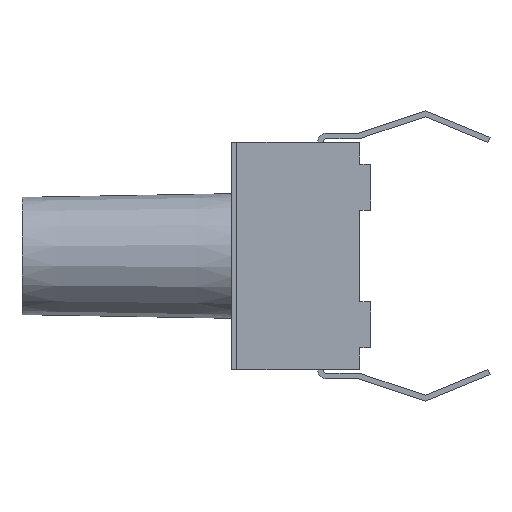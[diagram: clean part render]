
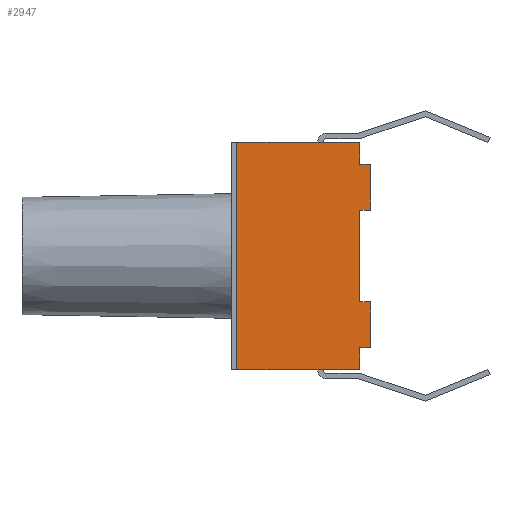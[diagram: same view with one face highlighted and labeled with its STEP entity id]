
A CAD part, left-side view. The second image highlights one B-rep face of the part: STEP entity #2947.
In plain terms, the highlighted planar face has unit normal (-1, 0, 0).
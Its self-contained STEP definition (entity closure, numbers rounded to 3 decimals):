
#9 = ORIENTED_EDGE ( 'NONE', *, *, #1296, .F. ) ;
#18 = VERTEX_POINT ( 'NONE', #1438 ) ;
#22 = ORIENTED_EDGE ( 'NONE', *, *, #134, .F. ) ;
#59 = LINE ( 'NONE', #424, #2819 ) ;
#78 = CARTESIAN_POINT ( 'NONE',  ( -3.1, -0.3, 2.5 ) ) ;
#108 = EDGE_LOOP ( 'NONE', ( #22, #1181, #334, #2700, #3773, #1207, #9, #1300, #556, #2727, #2841, #3793 ) ) ;
#120 = DIRECTION ( 'NONE',  ( 0., 0., -1. ) ) ;
#134 = EDGE_CURVE ( 'NONE', #1937, #3561, #733, .T. ) ;
#174 = DIRECTION ( 'NONE',  ( 0., 0., -1. ) ) ;
#183 = EDGE_CURVE ( 'NONE', #18, #3756, #59, .T. ) ;
#214 = CARTESIAN_POINT ( 'NONE',  ( -3.1, -0.3, 1.25 ) ) ;
#246 = VECTOR ( 'NONE', #2058, 1000. ) ;
#334 = ORIENTED_EDGE ( 'NONE', *, *, #3751, .T. ) ;
#338 = VECTOR ( 'NONE', #1809, 1000. ) ;
#424 = CARTESIAN_POINT ( 'NONE',  ( -3.1, -0.3, 1.25 ) ) ;
#451 = CARTESIAN_POINT ( 'NONE',  ( -3.1, -0.3, -1.25 ) ) ;
#458 = CARTESIAN_POINT ( 'NONE',  ( -3.1, 0., -1.25 ) ) ;
#485 = CARTESIAN_POINT ( 'NONE',  ( -3.1, 0., 3.1 ) ) ;
#531 = DIRECTION ( 'NONE',  ( 0., 0., 1. ) ) ;
#536 = DIRECTION ( 'NONE',  ( 0., -1., 0. ) ) ;
#541 = CARTESIAN_POINT ( 'NONE',  ( -3.1, 3.35, 3.1 ) ) ;
#556 = ORIENTED_EDGE ( 'NONE', *, *, #1083, .F. ) ;
#561 = VECTOR ( 'NONE', #1358, 1000. ) ;
#562 = VERTEX_POINT ( 'NONE', #2362 ) ;
#578 = DIRECTION ( 'NONE',  ( 0., -1., 0. ) ) ;
#579 = EDGE_CURVE ( 'NONE', #3756, #2745, #809, .T. ) ;
#733 = LINE ( 'NONE', #1311, #2215 ) ;
#766 = CARTESIAN_POINT ( 'NONE',  ( -3.1, -0.3, 1.25 ) ) ;
#809 = LINE ( 'NONE', #214, #246 ) ;
#834 = LINE ( 'NONE', #2684, #1472 ) ;
#850 = LINE ( 'NONE', #1441, #3291 ) ;
#857 = DIRECTION ( 'NONE',  ( 0., 0., -1. ) ) ;
#945 = CARTESIAN_POINT ( 'NONE',  ( -3.1, 0., 3.1 ) ) ;
#1026 = CARTESIAN_POINT ( 'NONE',  ( -3.1, -0.3, -2.5 ) ) ;
#1083 = EDGE_CURVE ( 'NONE', #2745, #1718, #2671, .T. ) ;
#1181 = ORIENTED_EDGE ( 'NONE', *, *, #3925, .F. ) ;
#1207 = ORIENTED_EDGE ( 'NONE', *, *, #3071, .F. ) ;
#1243 = CARTESIAN_POINT ( 'NONE',  ( -3.1, 3.35, 3.1 ) ) ;
#1245 = CARTESIAN_POINT ( 'NONE',  ( -3.1, 0., 2.5 ) ) ;
#1296 = EDGE_CURVE ( 'NONE', #2083, #2246, #834, .T. ) ;
#1300 = ORIENTED_EDGE ( 'NONE', *, *, #2642, .T. ) ;
#1311 = CARTESIAN_POINT ( 'NONE',  ( -3.1, 0., 3.1 ) ) ;
#1331 = VERTEX_POINT ( 'NONE', #1243 ) ;
#1353 = LINE ( 'NONE', #78, #3072 ) ;
#1356 = DIRECTION ( 'NONE',  ( 0., 0., -1. ) ) ;
#1358 = DIRECTION ( 'NONE',  ( 0., 1., 0. ) ) ;
#1370 = DIRECTION ( 'NONE',  ( 0., 1., 0. ) ) ;
#1374 = DIRECTION ( 'NONE',  ( 0., 0., -1. ) ) ;
#1438 = CARTESIAN_POINT ( 'NONE',  ( -3.1, -0.3, 2.5 ) ) ;
#1441 = CARTESIAN_POINT ( 'NONE',  ( -3.1, 3.35, -3.1 ) ) ;
#1472 = VECTOR ( 'NONE', #857, 1000. ) ;
#1496 = EDGE_CURVE ( 'NONE', #3690, #3986, #850, .T. ) ;
#1600 = LINE ( 'NONE', #1026, #561 ) ;
#1718 = VERTEX_POINT ( 'NONE', #458 ) ;
#1809 = DIRECTION ( 'NONE',  ( 0., 1., 0. ) ) ;
#1828 = CARTESIAN_POINT ( 'NONE',  ( -3.1, 0., 1.25 ) ) ;
#1937 = VERTEX_POINT ( 'NONE', #2813 ) ;
#1949 = AXIS2_PLACEMENT_3D ( 'NONE', #2090, #3351, #531 ) ;
#2058 = DIRECTION ( 'NONE',  ( 0., 1., 0. ) ) ;
#2083 = VERTEX_POINT ( 'NONE', #451 ) ;
#2090 = CARTESIAN_POINT ( 'NONE',  ( -3.1, 3.35, 3.1 ) ) ;
#2111 = PLANE ( 'NONE',  #1949 ) ;
#2119 = LINE ( 'NONE', #3397, #2342 ) ;
#2127 = DIRECTION ( 'NONE',  ( 0., 0., -1. ) ) ;
#2149 = VECTOR ( 'NONE', #174, 1000. ) ;
#2215 = VECTOR ( 'NONE', #1374, 1000. ) ;
#2246 = VERTEX_POINT ( 'NONE', #3114 ) ;
#2342 = VECTOR ( 'NONE', #578, 1000. ) ;
#2344 = LINE ( 'NONE', #541, #2149 ) ;
#2362 = CARTESIAN_POINT ( 'NONE',  ( -3.1, 0., -2.5 ) ) ;
#2466 = CARTESIAN_POINT ( 'NONE',  ( -3.1, -0.3, -1.25 ) ) ;
#2502 = EDGE_CURVE ( 'NONE', #562, #3986, #3769, .T. ) ;
#2642 = EDGE_CURVE ( 'NONE', #2083, #1718, #4022, .T. ) ;
#2671 = LINE ( 'NONE', #485, #3761 ) ;
#2684 = CARTESIAN_POINT ( 'NONE',  ( -3.1, -0.3, -2.5 ) ) ;
#2700 = ORIENTED_EDGE ( 'NONE', *, *, #1496, .T. ) ;
#2724 = VECTOR ( 'NONE', #2127, 1000. ) ;
#2727 = ORIENTED_EDGE ( 'NONE', *, *, #579, .F. ) ;
#2745 = VERTEX_POINT ( 'NONE', #1828 ) ;
#2781 = FACE_OUTER_BOUND ( 'NONE', #108, .T. ) ;
#2813 = CARTESIAN_POINT ( 'NONE',  ( -3.1, 0., 3.1 ) ) ;
#2819 = VECTOR ( 'NONE', #1356, 1000. ) ;
#2841 = ORIENTED_EDGE ( 'NONE', *, *, #183, .F. ) ;
#2947 = ADVANCED_FACE ( 'NONE', ( #2781 ), #2111, .T. ) ;
#2994 = CARTESIAN_POINT ( 'NONE',  ( -3.1, 3.35, -3.1 ) ) ;
#3071 = EDGE_CURVE ( 'NONE', #2246, #562, #1600, .T. ) ;
#3072 = VECTOR ( 'NONE', #1370, 1000. ) ;
#3114 = CARTESIAN_POINT ( 'NONE',  ( -3.1, -0.3, -2.5 ) ) ;
#3291 = VECTOR ( 'NONE', #536, 1000. ) ;
#3351 = DIRECTION ( 'NONE',  ( -1., 0., 0. ) ) ;
#3394 = EDGE_CURVE ( 'NONE', #18, #3561, #1353, .T. ) ;
#3397 = CARTESIAN_POINT ( 'NONE',  ( -3.1, 3.35, 3.1 ) ) ;
#3561 = VERTEX_POINT ( 'NONE', #1245 ) ;
#3690 = VERTEX_POINT ( 'NONE', #2994 ) ;
#3751 = EDGE_CURVE ( 'NONE', #1331, #3690, #2344, .T. ) ;
#3756 = VERTEX_POINT ( 'NONE', #766 ) ;
#3761 = VECTOR ( 'NONE', #120, 1000. ) ;
#3769 = LINE ( 'NONE', #945, #2724 ) ;
#3773 = ORIENTED_EDGE ( 'NONE', *, *, #2502, .F. ) ;
#3793 = ORIENTED_EDGE ( 'NONE', *, *, #3394, .T. ) ;
#3925 = EDGE_CURVE ( 'NONE', #1331, #1937, #2119, .T. ) ;
#3976 = CARTESIAN_POINT ( 'NONE',  ( -3.1, 0., -3.1 ) ) ;
#3986 = VERTEX_POINT ( 'NONE', #3976 ) ;
#4022 = LINE ( 'NONE', #2466, #338 ) ;
